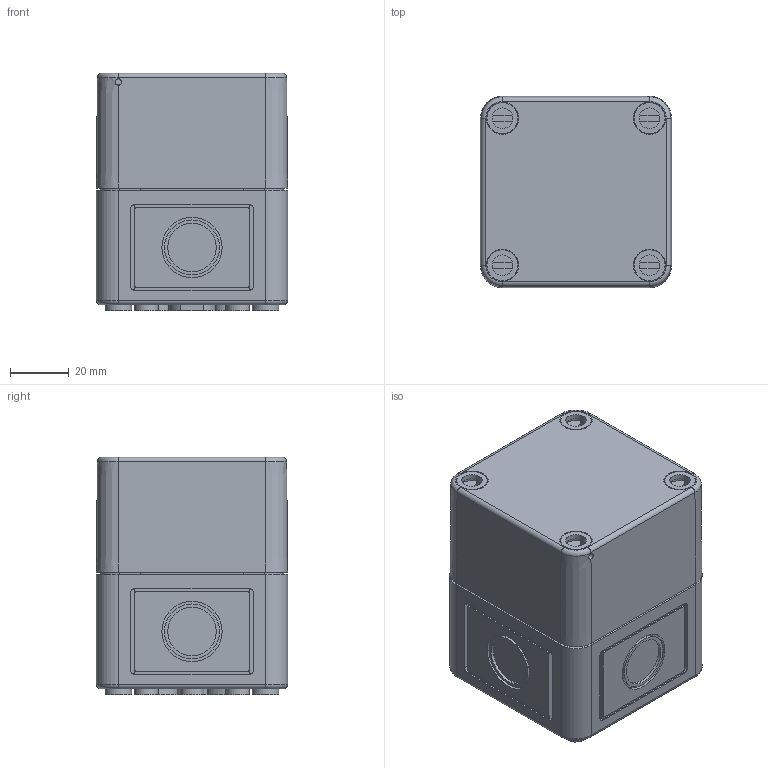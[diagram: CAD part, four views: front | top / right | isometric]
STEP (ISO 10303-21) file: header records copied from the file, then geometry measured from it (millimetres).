
FILE_DESCRIPTION( ( 'STEP AP214' ), ' ' );
FILE_NAME( '10650101.stp', '2016-02-18T19:14:15', ( '' ), ( '' ), ' ', 'PARTsolutions', ' ' );
FILE_SCHEMA( ( 'AUTOMOTIVE_DESIGN { 1 0 10303 214 1 1 1 1 }' ) );
Length unit declared in the file: millimetre
Products named in the file (4): 10650101; _Kasten_TK77-m; _Deckel_TK77-8-t; _Schraube_TK58mm-schwarz
Assembly tree (6 placements, depth 2):
  10650101
    _Kasten_TK77-m
    _Deckel_TK77-8-t
    _Schraube_TK58mm-schwarz  x4
Bounding box: 65 x 65 x 80.7 mm (x, y, z)
Volume: 107013.7 mm3; surface area: 78880.1 mm2
Topology: 6 solids, 6 shells, 757 faces, 1864 edges, 1220 vertices
Faces by surface type: plane 509, cylinder 192, cone 44, torus 12
Full cylindrical faces by diameter (mm): 2.2 x2, 3.4 x6, 5 x4, 5.8 x8, 7 x5, 8 x7, 8.376 x4, 9 x4, 10.5 x4, 10.904 x2, 16.5 x4, 18.7 x4, 20.5 x4
Entity records: 19770 total; most frequent: DIRECTION 2754, CARTESIAN_POINT 2737, ORIENTED_EDGE 2464, EDGE_CURVE 1232, AXIS2_PLACEMENT_3D 998, VERTEX_POINT 845, LINE 758, VECTOR 758
